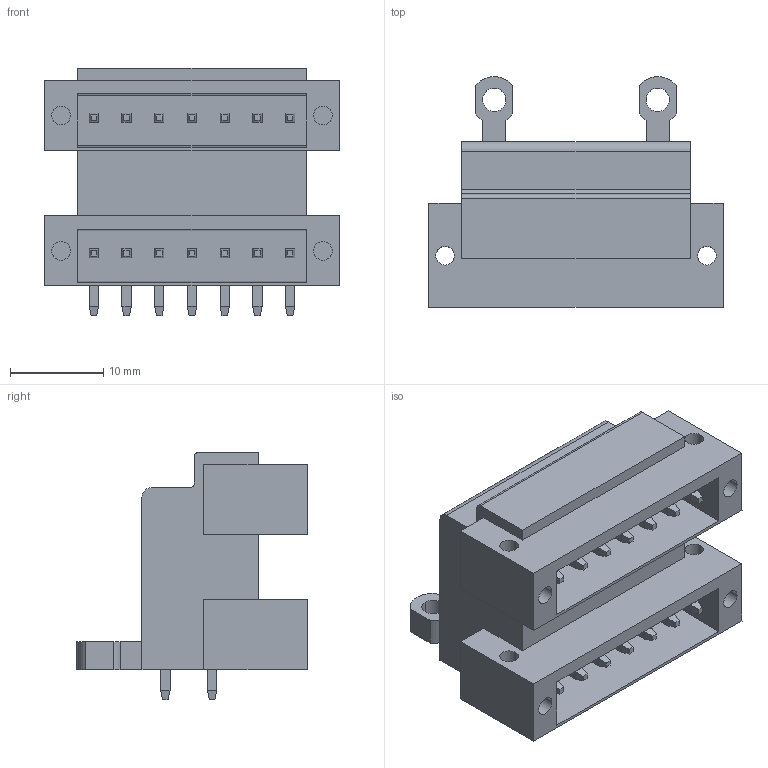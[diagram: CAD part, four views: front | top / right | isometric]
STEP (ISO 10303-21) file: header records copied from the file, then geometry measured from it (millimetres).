
FILE_DESCRIPTION(('CATIA V5 STEP Exchange','CAx-IF Rec.Pracs.--- Model Styling and Organization---1.2---2011-12-15'),'2;1');
FILE_NAME ('D1453968_0_1633860000_1633860000.stp','2018-11-10T05:42:29+00:00',('none'),('Weidmueller'),'CATIA Version 5-6 Release 2014','CATIA V5 STEP AP214','none');
FILE_SCHEMA(('AUTOMOTIVE_DESIGN { 1 0 10303 214 1 1 1 1 }'));
Length unit declared in the file: millimetre
Products named in the file (1): 1633860000
Bounding box: 31.5 x 24.7 x 26.5 mm (x, y, z)
Volume: 7610.3 mm3; surface area: 7141.6 mm2
Topology: 15 solids, 15 shells, 385 faces, 935 edges, 586 vertices
Faces by surface type: plane 354, cylinder 31
Entity records: 9825 total; most frequent: ORIENTED_EDGE 1870, CARTESIAN_POINT 1796, DIRECTION 1147, EDGE_CURVE 935, VECTOR 761, LINE 761, VERTEX_POINT 586, EDGE_LOOP 431
